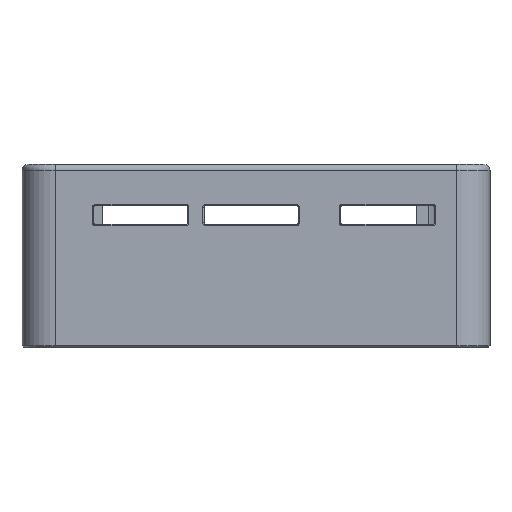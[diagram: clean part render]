
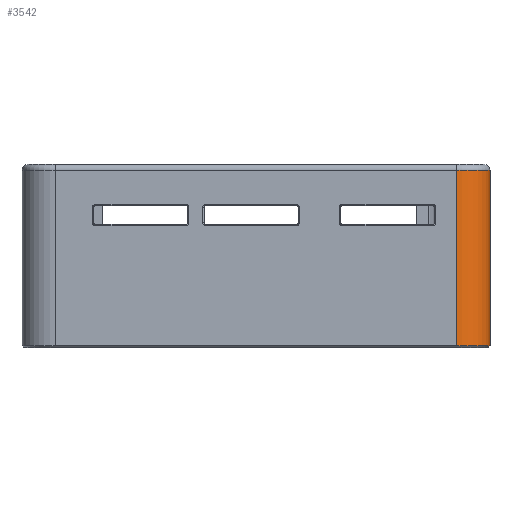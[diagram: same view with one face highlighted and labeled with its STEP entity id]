
A CAD part, left-side view. The second image highlights one B-rep face of the part: STEP entity #3542.
In plain terms, the highlighted cylindrical face has radius 5.5 mm (diameter 11 mm), a partial arc.
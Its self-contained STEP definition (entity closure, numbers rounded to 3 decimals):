
#75 = DIRECTION ( 'NONE',  ( -1., 0., 0. ) ) ;
#180 = FACE_OUTER_BOUND ( 'NONE', #2515, .T. ) ;
#710 = DIRECTION ( 'NONE',  ( 0., 0., 1. ) ) ;
#2515 = EDGE_LOOP ( 'NONE', ( #6503, #11869, #11462, #5023 ) ) ;
#2910 = CYLINDRICAL_SURFACE ( 'NONE', #12875, 5.5 ) ;
#3384 = CARTESIAN_POINT ( 'NONE',  ( -54.2, -38.55, 29.2 ) ) ;
#3542 = ADVANCED_FACE ( 'NONE', ( #180 ), #2910, .T. ) ;
#5010 = VERTEX_POINT ( 'NONE', #10526 ) ;
#5023 = ORIENTED_EDGE ( 'NONE', *, *, #13200, .T. ) ;
#5468 = CARTESIAN_POINT ( 'NONE',  ( -54.2, -33.05, 29.2 ) ) ;
#5926 = DIRECTION ( 'NONE',  ( 0., 0., -1. ) ) ;
#6395 = CIRCLE ( 'NONE', #10614, 5.5 ) ;
#6503 = ORIENTED_EDGE ( 'NONE', *, *, #14508, .F. ) ;
#7235 = DIRECTION ( 'NONE',  ( 0., 0., 1. ) ) ;
#8389 = CARTESIAN_POINT ( 'NONE',  ( -54.2, -33.05, 0.3 ) ) ;
#9826 = DIRECTION ( 'NONE',  ( 1., 0., 0. ) ) ;
#9915 = LINE ( 'NONE', #15236, #11143 ) ;
#10099 = DIRECTION ( 'NONE',  ( 0., 0., -1. ) ) ;
#10179 = LINE ( 'NONE', #12003, #12912 ) ;
#10307 = EDGE_CURVE ( 'NONE', #12795, #15160, #9915, .T. ) ;
#10526 = CARTESIAN_POINT ( 'NONE',  ( -59.7, -33.05, 0.3 ) ) ;
#10614 = AXIS2_PLACEMENT_3D ( 'NONE', #5468, #5926, #9826 ) ;
#10989 = DIRECTION ( 'NONE',  ( 0., 0., -1. ) ) ;
#11046 = VERTEX_POINT ( 'NONE', #13656 ) ;
#11143 = VECTOR ( 'NONE', #10099, 1000. ) ;
#11222 = CIRCLE ( 'NONE', #13486, 5.5 ) ;
#11462 = ORIENTED_EDGE ( 'NONE', *, *, #10307, .F. ) ;
#11869 = ORIENTED_EDGE ( 'NONE', *, *, #13602, .T. ) ;
#12003 = CARTESIAN_POINT ( 'NONE',  ( -59.7, -33.05, 30.2 ) ) ;
#12795 = VERTEX_POINT ( 'NONE', #3384 ) ;
#12875 = AXIS2_PLACEMENT_3D ( 'NONE', #15233, #10989, #75 ) ;
#12912 = VECTOR ( 'NONE', #710, 1000. ) ;
#13200 = EDGE_CURVE ( 'NONE', #12795, #11046, #6395, .T. ) ;
#13486 = AXIS2_PLACEMENT_3D ( 'NONE', #8389, #7235, #15369 ) ;
#13602 = EDGE_CURVE ( 'NONE', #5010, #15160, #11222, .T. ) ;
#13656 = CARTESIAN_POINT ( 'NONE',  ( -59.7, -33.05, 29.2 ) ) ;
#14122 = CARTESIAN_POINT ( 'NONE',  ( -54.2, -38.55, 0.3 ) ) ;
#14508 = EDGE_CURVE ( 'NONE', #5010, #11046, #10179, .T. ) ;
#15160 = VERTEX_POINT ( 'NONE', #14122 ) ;
#15233 = CARTESIAN_POINT ( 'NONE',  ( -54.2, -33.05, 30.2 ) ) ;
#15236 = CARTESIAN_POINT ( 'NONE',  ( -54.2, -38.55, 30.2 ) ) ;
#15369 = DIRECTION ( 'NONE',  ( 1., 0., 0. ) ) ;
